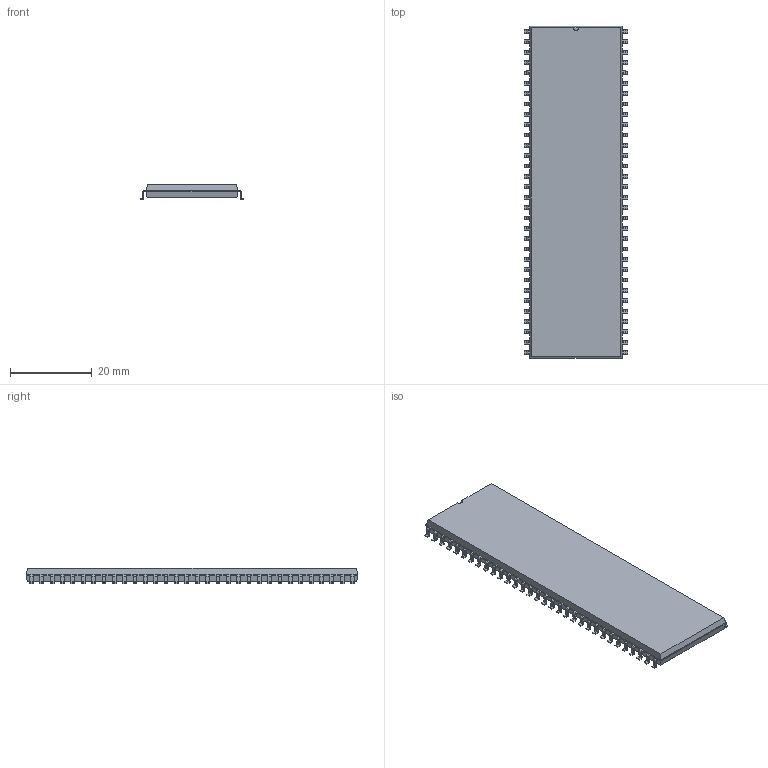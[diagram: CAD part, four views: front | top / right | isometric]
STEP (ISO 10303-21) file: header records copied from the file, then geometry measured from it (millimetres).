
FILE_DESCRIPTION(/* description */ ('model of DIP-64_W24.13mm_SMDSocket'),/* implementation_level */ '2;1');
FILE_NAME(/* name */ 'DIP-64_W24.13mm_SMDSocket.step',/* time_stamp */ '2018-11-04T11:23:31',/* author */ ('kicad StepUp','ksu'),/* organization */ ('FreeCAD'),/* preprocessor_version */ 'OCC',/* originating_system */ 'kicad StepUp',/* authorisation */ '');
FILE_SCHEMA(('AUTOMOTIVE_DESIGN { 1 0 10303 214 1 1 1 1 }'));
Length unit declared in the file: millimetre
Products named in the file (1): DIP_64_W2413mm_SMDSocket
Bounding box: 25.46 x 81.4 x 3.68 mm (x, y, z)
Volume: 5999.1 mm3; surface area: 4712.8 mm2
Topology: 1 solids, 1 shells, 1044 faces, 2732 edges, 1690 vertices
Faces by surface type: plane 647, cylinder 257, bspline 140
Entity records: 20530 total; most frequent: ORIENTED_EDGE 4548, CARTESIAN_POINT 3115, EDGE_CURVE 2732, VERTEX_POINT 1690, LINE 1684, AXIS2_PLACEMENT_3D 1095, ADVANCED_FACE 1044, FACE_BOUND 1044
